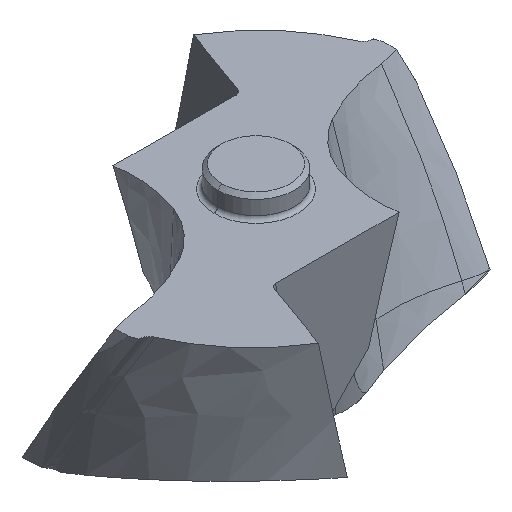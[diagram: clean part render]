
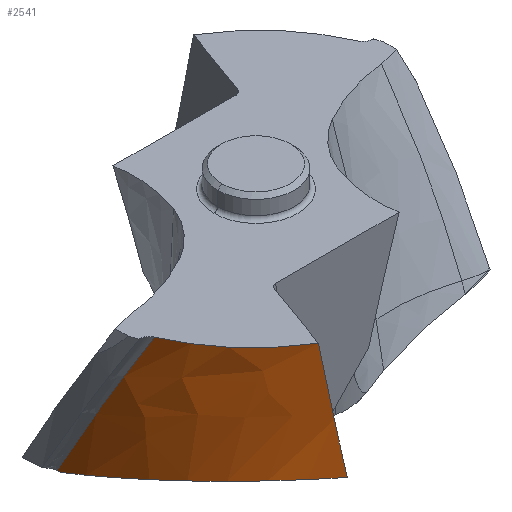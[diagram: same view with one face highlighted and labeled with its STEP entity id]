
A CAD part, isometric view. The second image highlights one B-rep face of the part: STEP entity #2541.
In plain terms, the highlighted free-form (B-spline) face has degree [3, 3] with [7, 5] control points.
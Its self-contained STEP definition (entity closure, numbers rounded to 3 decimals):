
#141=CARTESIAN_POINT('',(-3.984,-6.415,
0.));
#142=CARTESIAN_POINT('',(-4.539,-6.081,
0.));
#143=CARTESIAN_POINT('',(-5.75,-5.121,
0.));
#144=CARTESIAN_POINT('',(-6.619,-3.827,
0.));
#145=CARTESIAN_POINT('',(-6.974,-3.017,
0.));
#737=CARTESIAN_POINT('',(-7.599,0.148,
-5.775));
#757=CARTESIAN_POINT('',(-3.237,-6.79,
-4.713));
#758=CARTESIAN_POINT('',(-3.43,-6.7,
-4.678));
#759=CARTESIAN_POINT('',(-3.802,-6.508,
-4.617));
#760=CARTESIAN_POINT('',(-4.311,-6.192,
-4.554));
#761=CARTESIAN_POINT('',(-4.799,-5.834,
-4.515));
#762=CARTESIAN_POINT('',(-5.25,-5.446,
-4.502));
#763=CARTESIAN_POINT('',(-5.676,-5.014,
-4.514));
#764=CARTESIAN_POINT('',(-6.066,-4.549,
-4.552));
#765=CARTESIAN_POINT('',(-6.42,-4.048,
-4.617));
#766=CARTESIAN_POINT('',(-6.714,-3.553,
-4.702));
#767=CARTESIAN_POINT('',(-6.982,-3.008,
-4.815));
#768=CARTESIAN_POINT('',(-7.206,-2.433,
-4.956));
#769=CARTESIAN_POINT('',(-7.375,-1.871,
-5.113));
#770=CARTESIAN_POINT('',(-7.508,-1.241,
-5.308));
#771=CARTESIAN_POINT('',(-7.581,-0.655,
-5.508));
#772=CARTESIAN_POINT('',(-7.601,-0.221,
-5.669));
#773=CARTESIAN_POINT('',(-7.601,0.,
-5.755));
#775=CARTESIAN_POINT('',(-7.601,0.,
-5.755));
#776=CARTESIAN_POINT('',(-7.601,0.016,-5.757));
#777=CARTESIAN_POINT('',(-7.601,0.049,
-5.762));
#778=CARTESIAN_POINT('',(-7.6,0.099,
-5.768));
#779=CARTESIAN_POINT('',(-7.599,0.131,
-5.773));
#780=CARTESIAN_POINT('',(-7.599,0.148,
-5.775));
#782=CARTESIAN_POINT('',(-7.599,0.148,
-5.775));
#783=CARTESIAN_POINT('',(-7.616,-0.469,
-4.642));
#784=CARTESIAN_POINT('',(-7.506,-1.542,
-2.717));
#785=CARTESIAN_POINT('',(-7.157,-2.594,
-0.792));
#786=CARTESIAN_POINT('',(-6.974,-3.017,
0.));
#788=CARTESIAN_POINT('',(-3.984,-6.415,
0.));
#789=CARTESIAN_POINT('',(-3.924,-6.435,
-0.362));
#790=CARTESIAN_POINT('',(-3.81,-6.474,
-1.045));
#791=CARTESIAN_POINT('',(-3.662,-6.532,
-1.945));
#792=CARTESIAN_POINT('',(-3.536,-6.59,
-2.727));
#793=CARTESIAN_POINT('',(-3.426,-6.652,
-3.435));
#794=CARTESIAN_POINT('',(-3.327,-6.718,
-4.092));
#795=CARTESIAN_POINT('',(-3.266,-6.766,
-4.511));
#796=CARTESIAN_POINT('',(-3.237,-6.79,
-4.713));
#1009=CARTESIAN_POINT('',(-3.984,-6.415,
0.));
#1010=VERTEX_POINT('',#1009);
#1011=VERTEX_POINT('',#145);
#1040=CARTESIAN_POINT('',(-7.601,0.,
-5.755));
#1041=VERTEX_POINT('',#1040);
#1042=VERTEX_POINT('',#757);
#1062=VERTEX_POINT('',#737);
#2497=CARTESIAN_POINT('',(-3.56,-6.71,
-5.833));
#2498=CARTESIAN_POINT('',(-3.102,-6.856,
-4.681));
#2499=CARTESIAN_POINT('',(-2.177,-7.131,
-2.718));
#2500=CARTESIAN_POINT('',(-1.004,-7.384,
-0.755));
#2501=CARTESIAN_POINT('',(-0.478,-7.478,
0.055));
#2502=CARTESIAN_POINT('',(-3.649,-6.663,
-5.833));
#2503=CARTESIAN_POINT('',(-3.193,-6.818,
-4.681));
#2504=CARTESIAN_POINT('',(-2.271,-7.106,
-2.718));
#2505=CARTESIAN_POINT('',(-1.101,-7.374,
-0.755));
#2506=CARTESIAN_POINT('',(-0.577,-7.474,
0.055));
#2507=CARTESIAN_POINT('',(-4.524,-6.177,
-5.833));
#2508=CARTESIAN_POINT('',(-4.089,-6.414,
-4.681));
#2509=CARTESIAN_POINT('',(-3.203,-6.844,
-2.718));
#2510=CARTESIAN_POINT('',(-2.069,-7.252,
-0.755));
#2511=CARTESIAN_POINT('',(-1.559,-7.409,
0.055));
#2512=CARTESIAN_POINT('',(-5.997,-4.926,
-5.833));
#2513=CARTESIAN_POINT('',(-5.632,-5.311,
-4.681));
#2514=CARTESIAN_POINT('',(-4.868,-5.992,
-2.718));
#2515=CARTESIAN_POINT('',(-3.854,-6.653,
-0.755));
#2516=CARTESIAN_POINT('',(-3.394,-6.914,
0.055));
#2517=CARTESIAN_POINT('',(-7.352,-2.505,
-5.833));
#2518=CARTESIAN_POINT('',(-7.157,-3.054,
-4.681));
#2519=CARTESIAN_POINT('',(-6.681,-4.015,
-2.718));
#2520=CARTESIAN_POINT('',(-5.955,-4.954,
-0.755));
#2521=CARTESIAN_POINT('',(-5.615,-5.331,
0.055));
#2522=CARTESIAN_POINT('',(-7.628,-0.666,
-5.833));
#2523=CARTESIAN_POINT('',(-7.578,-1.278,
-4.681));
#2524=CARTESIAN_POINT('',(-7.349,-2.344,
-2.718));
#2525=CARTESIAN_POINT('',(-6.871,-3.389,
-0.755));
#2526=CARTESIAN_POINT('',(-6.633,-3.81,
0.055));
#2527=CARTESIAN_POINT('',(-7.596,0.262,
-5.833));
#2528=CARTESIAN_POINT('',(-7.623,-0.367,
-4.681));
#2529=CARTESIAN_POINT('',(-7.525,-1.464,
-2.718));
#2530=CARTESIAN_POINT('',(-7.178,-2.539,
-0.755));
#2531=CARTESIAN_POINT('',(-6.994,-2.972,
0.055));
#2532=B_SPLINE_SURFACE_WITH_KNOTS('',3,3,((#2497,#2498,#2499,#2500,#2501),
(#2502,#2503,#2504,#2505,#2506),(#2507,#2508,#2509,#2510,#2511),(#2512,#2513,
#2514,#2515,#2516),(#2517,#2518,#2519,#2520,#2521),(#2522,#2523,#2524,#2525,
#2526),(#2527,#2528,#2529,#2530,#2531)),.UNSPECIFIED.,.F.,.F.,.F.,(4,1,1,1,4),
(4,1,4),(0.222,0.25,0.5,0.75,1.008),(
0.066,4.058,6.864),.UNSPECIFIED.);
#2533=ORIENTED_EDGE('',*,*,#1711,.T.);
#2534=ORIENTED_EDGE('',*,*,#1759,.T.);
#2535=ORIENTED_EDGE('',*,*,#2485,.T.);
#2536=ORIENTED_EDGE('',*,*,#1349,.F.);
#2538=ORIENTED_EDGE('',*,*,#2537,.T.);
#2539=EDGE_LOOP('',(#2533,#2534,#2535,#2536,#2538));
#2540=FACE_OUTER_BOUND('',#2539,.F.);
#146=B_SPLINE_CURVE_WITH_KNOTS('',3,(#141,#142,#143,#144,#145),.UNSPECIFIED.,
.F.,.F.,(4,1,4),(0.,0.422,1.),.UNSPECIFIED.);
#774=B_SPLINE_CURVE_WITH_KNOTS('',3,(#757,#758,#759,#760,#761,#762,#763,#764,
#765,#766,#767,#768,#769,#770,#771,#772,#773),.UNSPECIFIED.,.F.,.F.,(4,1,1,1,1,
1,1,1,1,1,1,1,1,1,4),(0.,0.071,0.143,
0.214,0.286,0.357,0.429,0.5,
0.571,0.643,0.714,0.786,
0.857,0.929,1.),.UNSPECIFIED.);
#781=B_SPLINE_CURVE_WITH_KNOTS('',3,(#775,#776,#777,#778,#779,#780),
.UNSPECIFIED.,.F.,.F.,(4,1,1,4),(0.,0.333,0.667,1.),
.UNSPECIFIED.);
#787=B_SPLINE_CURVE_WITH_KNOTS('',3,(#782,#783,#784,#785,#786),.UNSPECIFIED.,
.F.,.F.,(4,1,4),(0.,0.589,1.),.UNSPECIFIED.);
#797=B_SPLINE_CURVE_WITH_KNOTS('',3,(#788,#789,#790,#791,#792,#793,#794,#795,
#796),.UNSPECIFIED.,.F.,.F.,(4,1,1,1,1,1,4),(0.,0.167,
0.333,0.5,0.667,0.833,1.),
.UNSPECIFIED.);
#1349=EDGE_CURVE('',#1010,#1011,#146,.T.);
#1711=EDGE_CURVE('',#1042,#1041,#774,.T.);
#1759=EDGE_CURVE('',#1041,#1062,#781,.T.);
#2485=EDGE_CURVE('',#1062,#1011,#787,.T.);
#2537=EDGE_CURVE('',#1010,#1042,#797,.T.);
#2541=ADVANCED_FACE('',(#2540),#2532,.F.);
